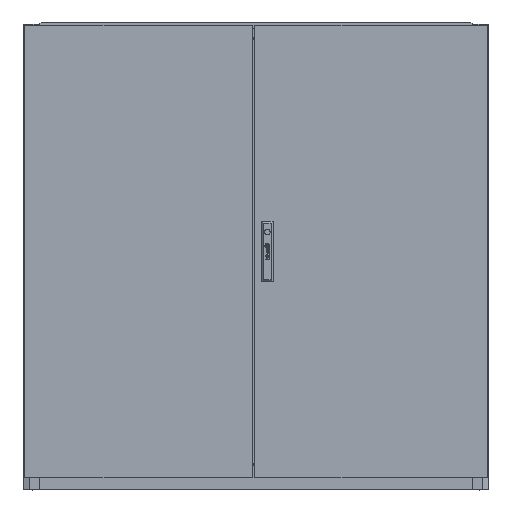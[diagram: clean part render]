
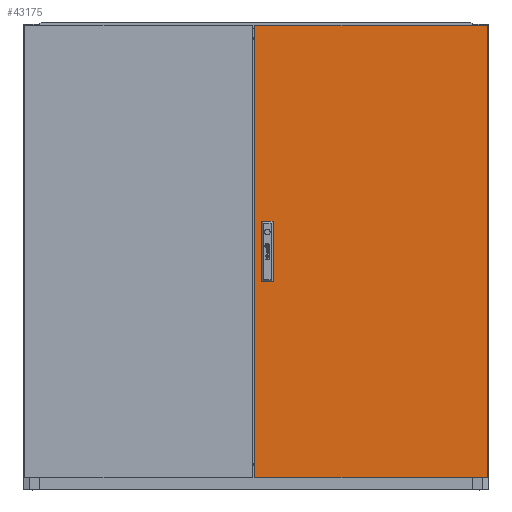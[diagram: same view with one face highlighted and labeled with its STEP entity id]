
A CAD part, top view. The second image highlights one B-rep face of the part: STEP entity #43175.
In plain terms, the highlighted planar face has unit normal (0, 0, 1).
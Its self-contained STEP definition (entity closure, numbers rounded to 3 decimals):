
#2984 = EDGE_CURVE ( 'NONE', #14536, #69766, #135973, .T. ) ;
#6785 = EDGE_CURVE ( 'NONE', #59482, #58429, #91110, .T. ) ;
#7856 = DIRECTION ( 'NONE',  ( 0., -1., 0. ) ) ;
#10814 = DIRECTION ( 'NONE',  ( 0., -1., 0. ) ) ;
#14536 = VERTEX_POINT ( 'NONE', #78320 ) ;
#18868 = VERTEX_POINT ( 'NONE', #33292 ) ;
#20778 = CARTESIAN_POINT ( 'NONE',  ( -283.2, 78.5, 0. ) ) ;
#23830 = EDGE_CURVE ( 'NONE', #95451, #59482, #44533, .T. ) ;
#24282 = CARTESIAN_POINT ( 'NONE',  ( -252.8, 78.5, 0. ) ) ;
#25471 = CARTESIAN_POINT ( 'NONE',  ( 300., -583.5, 0. ) ) ;
#26223 = ORIENTED_EDGE ( 'NONE', *, *, #2984, .T. ) ;
#26334 = ORIENTED_EDGE ( 'NONE', *, *, #113373, .T. ) ;
#26559 = ORIENTED_EDGE ( 'NONE', *, *, #23830, .F. ) ;
#28508 = DIRECTION ( 'NONE',  ( 1., 0., 0. ) ) ;
#28869 = VECTOR ( 'NONE', #105304, 1000. ) ;
#29415 = PLANE ( 'NONE',  #63652 ) ;
#30768 = FACE_OUTER_BOUND ( 'NONE', #40930, .T. ) ;
#33292 = CARTESIAN_POINT ( 'NONE',  ( -300., -583.5, 0. ) ) ;
#40743 = DIRECTION ( 'NONE',  ( 1., 0., 0. ) ) ;
#40930 = EDGE_LOOP ( 'NONE', ( #62338, #26223, #60784, #26334 ) ) ;
#43175 = ADVANCED_FACE ( 'NONE', ( #30768, #90728 ), #29415, .T. ) ;
#44533 = LINE ( 'NONE', #123767, #130975 ) ;
#44700 = VERTEX_POINT ( 'NONE', #25471 ) ;
#47159 = EDGE_CURVE ( 'NONE', #95451, #124142, #63093, .T. ) ;
#48843 = VECTOR ( 'NONE', #7856, 1000. ) ;
#49101 = CARTESIAN_POINT ( 'NONE',  ( -300., 583.5, 0. ) ) ;
#52377 = LINE ( 'NONE', #143024, #48843 ) ;
#56873 = CARTESIAN_POINT ( 'NONE',  ( -283.2, -78.5, 0. ) ) ;
#57569 = VECTOR ( 'NONE', #28508, 1000. ) ;
#58429 = VERTEX_POINT ( 'NONE', #67986 ) ;
#59482 = VERTEX_POINT ( 'NONE', #56873 ) ;
#60258 = EDGE_CURVE ( 'NONE', #44700, #14536, #103559, .T. ) ;
#60784 = ORIENTED_EDGE ( 'NONE', *, *, #85067, .T. ) ;
#62338 = ORIENTED_EDGE ( 'NONE', *, *, #60258, .T. ) ;
#63093 = LINE ( 'NONE', #89326, #89553 ) ;
#63652 = AXIS2_PLACEMENT_3D ( 'NONE', #141922, #108328, #40743 ) ;
#67986 = CARTESIAN_POINT ( 'NONE',  ( -252.8, -78.5, 0. ) ) ;
#69766 = VERTEX_POINT ( 'NONE', #118223 ) ;
#72457 = EDGE_CURVE ( 'NONE', #124142, #58429, #52377, .T. ) ;
#78275 = EDGE_LOOP ( 'NONE', ( #26559, #132745, #126076, #85467 ) ) ;
#78320 = CARTESIAN_POINT ( 'NONE',  ( 300., 583.5, 0. ) ) ;
#81018 = LINE ( 'NONE', #105825, #137537 ) ;
#84708 = CARTESIAN_POINT ( 'NONE',  ( -283.2, -78.5, 0. ) ) ;
#85067 = EDGE_CURVE ( 'NONE', #69766, #18868, #88866, .T. ) ;
#85467 = ORIENTED_EDGE ( 'NONE', *, *, #6785, .F. ) ;
#88866 = LINE ( 'NONE', #49101, #28869 ) ;
#89326 = CARTESIAN_POINT ( 'NONE',  ( -283.2, 78.5, 0. ) ) ;
#89553 = VECTOR ( 'NONE', #122901, 1000. ) ;
#90728 = FACE_BOUND ( 'NONE', #78275, .T. ) ;
#91110 = LINE ( 'NONE', #84708, #57569 ) ;
#95451 = VERTEX_POINT ( 'NONE', #20778 ) ;
#103559 = LINE ( 'NONE', #117358, #130063 ) ;
#105304 = DIRECTION ( 'NONE',  ( 0., -1., 0. ) ) ;
#105825 = CARTESIAN_POINT ( 'NONE',  ( -300., -583.5, 0. ) ) ;
#105912 = VECTOR ( 'NONE', #145911, 1000. ) ;
#108328 = DIRECTION ( 'NONE',  ( 0., 0., 1. ) ) ;
#111819 = CARTESIAN_POINT ( 'NONE',  ( -300., 583.5, 0. ) ) ;
#113373 = EDGE_CURVE ( 'NONE', #18868, #44700, #81018, .T. ) ;
#117358 = CARTESIAN_POINT ( 'NONE',  ( 300., 583.5, 0. ) ) ;
#118223 = CARTESIAN_POINT ( 'NONE',  ( -300., 583.5, 0. ) ) ;
#122901 = DIRECTION ( 'NONE',  ( 1., 0., 0. ) ) ;
#123767 = CARTESIAN_POINT ( 'NONE',  ( -283.2, 0., 0. ) ) ;
#124142 = VERTEX_POINT ( 'NONE', #24282 ) ;
#126076 = ORIENTED_EDGE ( 'NONE', *, *, #72457, .T. ) ;
#128613 = DIRECTION ( 'NONE',  ( 0., 1., 0. ) ) ;
#130063 = VECTOR ( 'NONE', #128613, 1000. ) ;
#130975 = VECTOR ( 'NONE', #10814, 1000. ) ;
#132745 = ORIENTED_EDGE ( 'NONE', *, *, #47159, .T. ) ;
#135973 = LINE ( 'NONE', #111819, #105912 ) ;
#137537 = VECTOR ( 'NONE', #139948, 1000. ) ;
#139948 = DIRECTION ( 'NONE',  ( 1., 0., 0. ) ) ;
#141922 = CARTESIAN_POINT ( 'NONE',  ( 0., 0., 0. ) ) ;
#143024 = CARTESIAN_POINT ( 'NONE',  ( -252.8, 0., 0. ) ) ;
#145911 = DIRECTION ( 'NONE',  ( -1., 0., 0. ) ) ;
